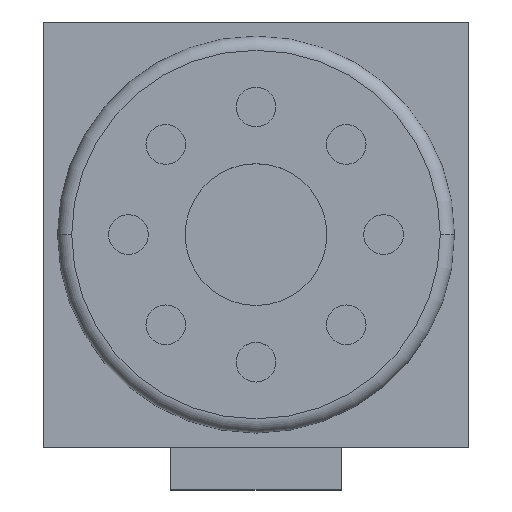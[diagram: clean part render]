
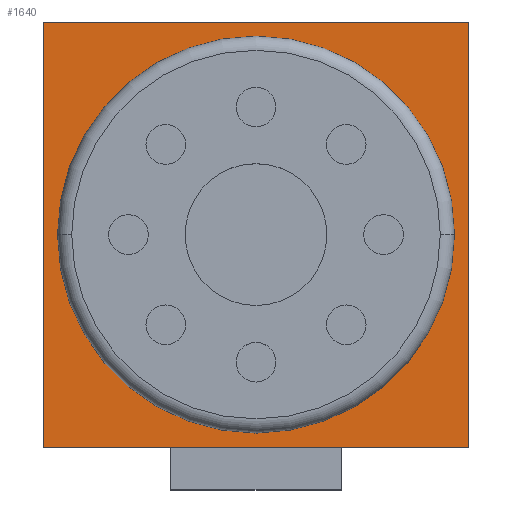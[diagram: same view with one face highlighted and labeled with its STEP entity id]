
A CAD part, top view. The second image highlights one B-rep face of the part: STEP entity #1640.
In plain terms, the highlighted planar face has unit normal (0, 0, 1).
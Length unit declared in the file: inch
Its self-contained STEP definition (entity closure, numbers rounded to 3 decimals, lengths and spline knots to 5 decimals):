
#11 = LINE ( 'NONE', #1223, #1828 ) ;
#43 = CARTESIAN_POINT ( 'NONE',  ( 0., 0., 0.11811 ) ) ;
#71 = ORIENTED_EDGE ( 'NONE', *, *, #782, .F. ) ;
#119 = ORIENTED_EDGE ( 'NONE', *, *, #824, .T. ) ;
#129 = CARTESIAN_POINT ( 'NONE',  ( -0.29528, 0.29528, 0.11811 ) ) ;
#140 = VECTOR ( 'NONE', #545, 39.37008 ) ;
#252 = CARTESIAN_POINT ( 'NONE',  ( -0.29528, -0.29528, 0.11811 ) ) ;
#266 = VERTEX_POINT ( 'NONE', #361 ) ;
#315 = DIRECTION ( 'NONE',  ( 1., 0., 0. ) ) ;
#324 = CARTESIAN_POINT ( 'NONE',  ( 0., -0.29528, 0.11811 ) ) ;
#332 = VERTEX_POINT ( 'NONE', #1137 ) ;
#333 = DIRECTION ( 'NONE',  ( 1., 0., 0. ) ) ;
#361 = CARTESIAN_POINT ( 'NONE',  ( -0.27559, 0., 0.11811 ) ) ;
#393 = LINE ( 'NONE', #529, #140 ) ;
#427 = VERTEX_POINT ( 'NONE', #252 ) ;
#462 = CARTESIAN_POINT ( 'NONE',  ( 0., 0., 0.11811 ) ) ;
#518 = DIRECTION ( 'NONE',  ( 0., 0., 1. ) ) ;
#529 = CARTESIAN_POINT ( 'NONE',  ( -0.29528, 0., 0.11811 ) ) ;
#545 = DIRECTION ( 'NONE',  ( 0., 1., 0. ) ) ;
#560 = EDGE_LOOP ( 'NONE', ( #1095, #119 ) ) ;
#565 = EDGE_CURVE ( 'NONE', #266, #731, #1644, .T. ) ;
#608 = DIRECTION ( 'NONE',  ( 0., 0., -1. ) ) ;
#621 = LINE ( 'NONE', #324, #1349 ) ;
#701 = EDGE_LOOP ( 'NONE', ( #1350, #71, #879, #1045 ) ) ;
#714 = EDGE_CURVE ( 'NONE', #1396, #332, #908, .T. ) ;
#731 = VERTEX_POINT ( 'NONE', #1090 ) ;
#754 = VERTEX_POINT ( 'NONE', #1373 ) ;
#782 = EDGE_CURVE ( 'NONE', #427, #1396, #393, .T. ) ;
#789 = FACE_OUTER_BOUND ( 'NONE', #701, .T. ) ;
#810 = AXIS2_PLACEMENT_3D ( 'NONE', #462, #608, #1631 ) ;
#824 = EDGE_CURVE ( 'NONE', #731, #266, #1316, .T. ) ;
#879 = ORIENTED_EDGE ( 'NONE', *, *, #1094, .T. ) ;
#888 = VECTOR ( 'NONE', #333, 39.37008 ) ;
#908 = LINE ( 'NONE', #1052, #888 ) ;
#952 = AXIS2_PLACEMENT_3D ( 'NONE', #1553, #978, #1739 ) ;
#961 = DIRECTION ( 'NONE',  ( 1., 0., 0. ) ) ;
#978 = DIRECTION ( 'NONE',  ( 0., 0., -1. ) ) ;
#1045 = ORIENTED_EDGE ( 'NONE', *, *, #1603, .T. ) ;
#1052 = CARTESIAN_POINT ( 'NONE',  ( 0., 0.29528, 0.11811 ) ) ;
#1090 = CARTESIAN_POINT ( 'NONE',  ( 0.27559, 0., 0.11811 ) ) ;
#1094 = EDGE_CURVE ( 'NONE', #427, #754, #621, .T. ) ;
#1095 = ORIENTED_EDGE ( 'NONE', *, *, #565, .T. ) ;
#1137 = CARTESIAN_POINT ( 'NONE',  ( 0.29528, 0.29528, 0.11811 ) ) ;
#1223 = CARTESIAN_POINT ( 'NONE',  ( 0.29528, 0., 0.11811 ) ) ;
#1263 = AXIS2_PLACEMENT_3D ( 'NONE', #43, #518, #961 ) ;
#1316 = CIRCLE ( 'NONE', #952, 0.27559 ) ;
#1349 = VECTOR ( 'NONE', #315, 39.37008 ) ;
#1350 = ORIENTED_EDGE ( 'NONE', *, *, #714, .F. ) ;
#1373 = CARTESIAN_POINT ( 'NONE',  ( 0.29528, -0.29528, 0.11811 ) ) ;
#1396 = VERTEX_POINT ( 'NONE', #129 ) ;
#1541 = PLANE ( 'NONE',  #1263 ) ;
#1551 = DIRECTION ( 'NONE',  ( 0., 1., 0. ) ) ;
#1553 = CARTESIAN_POINT ( 'NONE',  ( 0., 0., 0.11811 ) ) ;
#1603 = EDGE_CURVE ( 'NONE', #754, #332, #11, .T. ) ;
#1631 = DIRECTION ( 'NONE',  ( -1., 0., 0. ) ) ;
#1640 = ADVANCED_FACE ( 'NONE', ( #789, #1841 ), #1541, .T. ) ;
#1644 = CIRCLE ( 'NONE', #810, 0.27559 ) ;
#1739 = DIRECTION ( 'NONE',  ( -1., 0., 0. ) ) ;
#1828 = VECTOR ( 'NONE', #1551, 39.37008 ) ;
#1841 = FACE_BOUND ( 'NONE', #560, .T. ) ;
